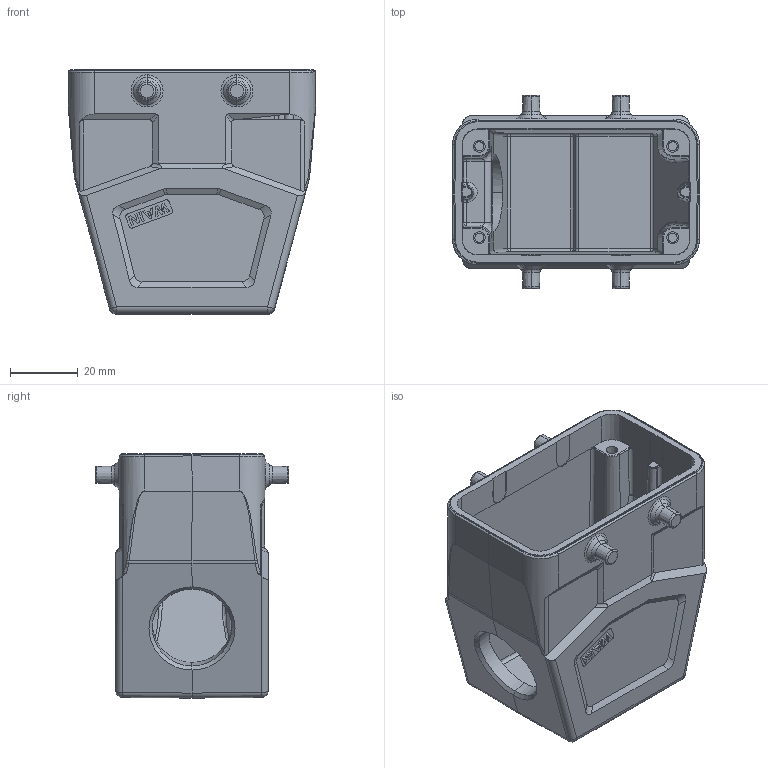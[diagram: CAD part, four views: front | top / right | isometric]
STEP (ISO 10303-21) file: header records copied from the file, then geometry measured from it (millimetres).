
FILE_DESCRIPTION(/* description */ (''),/* implementation_level */ '2;1');
FILE_NAME(/* name */ '3D_1111105305001_W10B-SEH-4B-M25_V1.0_stp.stp',/* time_stamp */ '2024-03-26T14:08:17+08:00',/* author */ (''),/* organization */ (''),/* preprocessor_version */ 'ST-DEVELOPER v18.1',/* originating_system */ 'SIEMENS PLM Software NX 1980',/* authorisation */ '');
FILE_SCHEMA (('AUTOMOTIVE_DESIGN { 1 0 10303 214 3 1 1 1 }'));
Length unit declared in the file: millimetre
Products named in the file (1): 3D_1111105305001_W10B-SEH-4B-M25_V1.0_stp
Bounding box: 73 x 57 x 72 mm (x, y, z)
Volume: 64943.9 mm3; surface area: 32461.5 mm2
Topology: 1 solids, 1 shells, 487 faces, 1199 edges, 739 vertices
Faces by surface type: plane 224, cylinder 137, torus 63, cone 34, sphere 20, bspline 9
Entity records: 16510 total; most frequent: CARTESIAN_POINT 5192, ORIENTED_EDGE 2398, DIRECTION 2136, EDGE_CURVE 1199, VERTEX_POINT 739, AXIS2_PLACEMENT_3D 735, LINE 666, VECTOR 666
